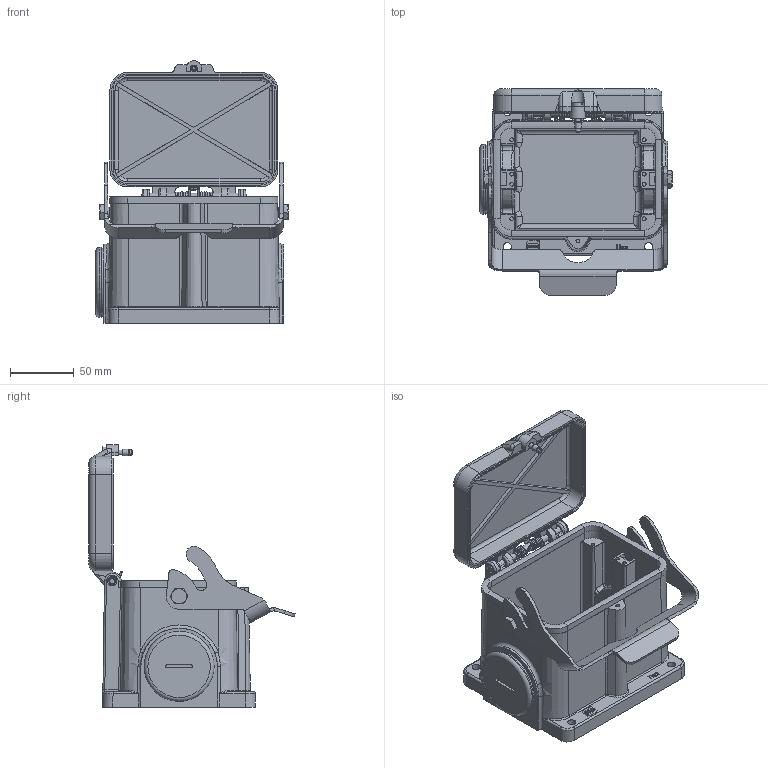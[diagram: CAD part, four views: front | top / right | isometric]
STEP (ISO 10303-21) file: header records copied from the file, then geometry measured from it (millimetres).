
FILE_DESCRIPTION((''),'2;1');
FILE_NAME('05300482264.stp','2020-07-17T10:29:23',('e.eickhoff'),(''),'Autodesk Inventor 2012','Autodesk Inventor 2012','');
FILE_SCHEMA(('AUTOMOTIVE_DESIGN { 1 0 10303 214 1 1 1 1 }'));
Length unit declared in the file: millimetre
Products named in the file (3): 05300482264; M40-PG36 Adapter
Assembly tree (3 placements, depth 2):
  05300482264
    05300482264
    M40-PG36 Adapter  x2
Bounding box: 151 x 161.88 x 205.95 mm (x, y, z)
Volume: 507063.2 mm3; surface area: 200101.5 mm2
Topology: 9 solids, 15 shells, 1028 faces, 3342 edges, 3099 vertices
Faces by surface type: plane 453, cylinder 276, bspline 162, cone 70, torus 65, sphere 2
Full cylindrical faces by diameter (mm): 1.3 x4, 3 x9, 3.9 x1, 4.2 x1, 4.7 x1, 4.8 x2, 5 x1, 6 x3, 6.2 x17, 8 x2, 8.1 x2, 9 x1, 40.5 x2, 42 x2, 47 x2, 47.5 x2, 49 x2, 55 x1
Entity records: 65201 total; most frequent: CARTESIAN_POINT 36693, DIRECTION 5194, ORIENTED_EDGE 4862, EDGE_CURVE 2434, AXIS2_PLACEMENT_3D 1907, VERTEX_POINT 1565, VECTOR 1380, LINE 1380
